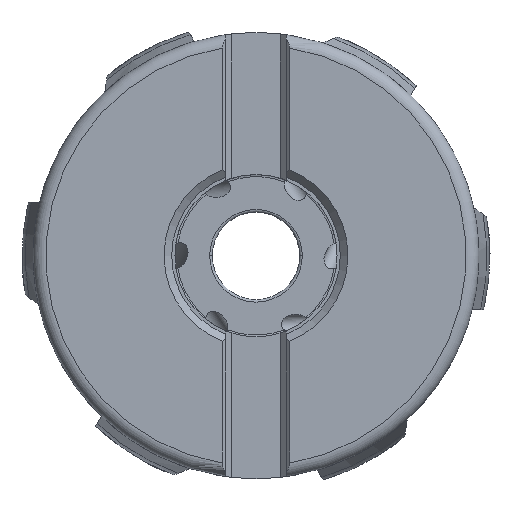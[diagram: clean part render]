
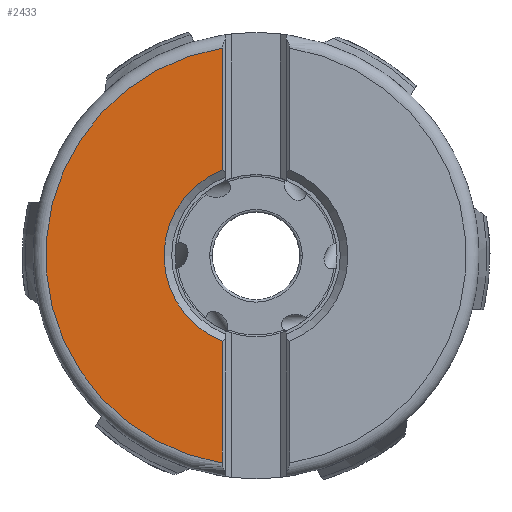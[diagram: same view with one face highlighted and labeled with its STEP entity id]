
A CAD part, top view. The second image highlights one B-rep face of the part: STEP entity #2433.
In plain terms, the highlighted planar face has unit normal (0, 0, 1).
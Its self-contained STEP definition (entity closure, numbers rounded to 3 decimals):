
#777=PLANE('',#15221);
#1104=LINE('',#24503,#1772);
#1118=LINE('',#24595,#1786);
#1772=VECTOR('',#17120,1.);
#1786=VECTOR('',#17178,1.);
#2433=ADVANCED_FACE('',(#3309),#777,.F.);
#3309=FACE_OUTER_BOUND('',#4121,.T.);
#4121=EDGE_LOOP('',(#6606,#6607,#6608,#6609));
#6606=ORIENTED_EDGE('',*,*,#12367,.T.);
#6607=ORIENTED_EDGE('',*,*,#12405,.T.);
#6608=ORIENTED_EDGE('',*,*,#12401,.T.);
#6609=ORIENTED_EDGE('',*,*,#12373,.T.);
#10749=VERTEX_POINT('',#24467);
#10750=VERTEX_POINT('',#24469);
#10753=VERTEX_POINT('',#24504);
#10766=VERTEX_POINT('',#24580);
#12367=EDGE_CURVE('',#10750,#10749,#14245,.T.);
#12373=EDGE_CURVE('',#10753,#10750,#1104,.T.);
#12401=EDGE_CURVE('',#10766,#10753,#14256,.T.);
#12405=EDGE_CURVE('',#10749,#10766,#1118,.T.);
#14245=CIRCLE('',#15192,32.925);
#14256=CIRCLE('',#15216,14.4);
#15192=AXIS2_PLACEMENT_3D('',#24468,#17108,#17109);
#15216=AXIS2_PLACEMENT_3D('',#24579,#17170,#17171);
#15221=AXIS2_PLACEMENT_3D('',#24597,#17181,#17182);
#17108=DIRECTION('',(0.,0.,1.));
#17109=DIRECTION('',(-0.16,0.987,0.));
#17120=DIRECTION('',(0.,1.,0.));
#17170=DIRECTION('',(0.,0.,-1.));
#17171=DIRECTION('',(-0.365,-0.931,0.));
#17178=DIRECTION('',(0.,1.,0.));
#17181=DIRECTION('',(0.,0.,-1.));
#17182=DIRECTION('',(-1.,0.,0.));
#24467=CARTESIAN_POINT('',(-5.263,-32.502,0.));
#24468=CARTESIAN_POINT('',(0.,0.,0.));
#24469=CARTESIAN_POINT('',(-5.263,32.502,0.));
#24503=CARTESIAN_POINT('',(-5.263,13.404,0.));
#24504=CARTESIAN_POINT('',(-5.263,13.404,0.));
#24579=CARTESIAN_POINT('',(0.,0.,0.));
#24580=CARTESIAN_POINT('',(-5.263,-13.404,0.));
#24595=CARTESIAN_POINT('',(-5.263,-32.502,0.));
#24597=CARTESIAN_POINT('',(0.,0.,0.));
